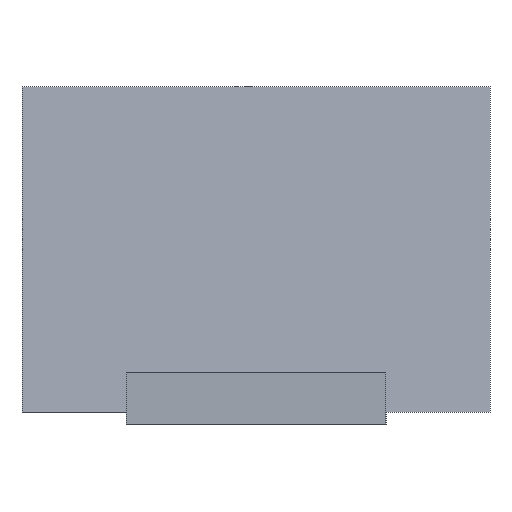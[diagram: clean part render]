
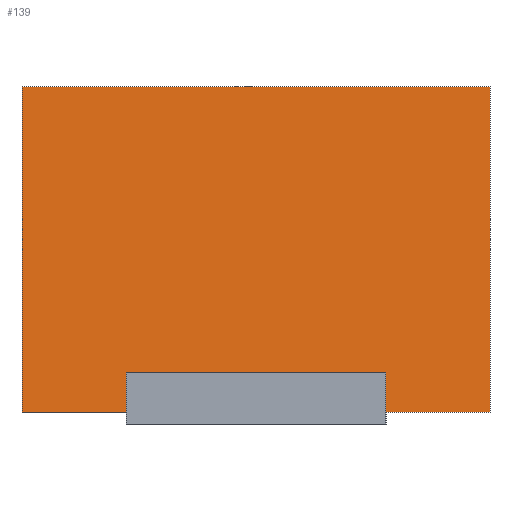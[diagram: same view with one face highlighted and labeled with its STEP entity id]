
A CAD part, left-side view. The second image highlights one B-rep face of the part: STEP entity #139.
In plain terms, the highlighted planar face has unit normal (-0.996, 0, 0.087).
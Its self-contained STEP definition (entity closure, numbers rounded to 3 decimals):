
#139=ADVANCED_FACE('',(#175),#157,.F.);
#157=PLANE('',#416);
#175=FACE_OUTER_BOUND('',#193,.T.);
#193=EDGE_LOOP('',(#259,#260,#261,#262));
#259=ORIENTED_EDGE('',*,*,#321,.F.);
#260=ORIENTED_EDGE('',*,*,#318,.F.);
#261=ORIENTED_EDGE('',*,*,#324,.F.);
#262=ORIENTED_EDGE('',*,*,#326,.T.);
#284=VERTEX_POINT('',#549);
#286=VERTEX_POINT('',#553);
#287=VERTEX_POINT('',#557);
#290=VERTEX_POINT('',#565);
#318=EDGE_CURVE('',#286,#284,#354,.T.);
#321=EDGE_CURVE('',#284,#287,#357,.T.);
#324=EDGE_CURVE('',#290,#286,#360,.T.);
#326=EDGE_CURVE('',#290,#287,#362,.T.);
#354=LINE('',#554,#390);
#357=LINE('',#560,#393);
#360=LINE('',#566,#396);
#362=LINE('',#569,#398);
#390=VECTOR('',#471,1.);
#393=VECTOR('',#476,1.);
#396=VECTOR('',#481,1.);
#398=VECTOR('',#485,1.);
#416=AXIS2_PLACEMENT_3D('',#571,#488,#489);
#471=DIRECTION('',(0.,-1.,0.));
#476=DIRECTION('',(-0.087,0.,-0.996));
#481=DIRECTION('',(0.087,0.,0.996));
#485=DIRECTION('',(0.,-1.,0.));
#488=DIRECTION('',(0.996,0.,-0.087));
#489=DIRECTION('',(0.,1.,0.));
#549=CARTESIAN_POINT('',(-0.891,-0.5,1.55));
#553=CARTESIAN_POINT('',(-0.891,1.3,1.55));
#554=CARTESIAN_POINT('',(-0.891,0.4,1.55));
#557=CARTESIAN_POINT('',(-1.,-0.5,0.3));
#560=CARTESIAN_POINT('',(-0.989,-0.5,0.422));
#565=CARTESIAN_POINT('',(-1.,1.3,0.3));
#566=CARTESIAN_POINT('',(-0.989,1.3,0.422));
#569=CARTESIAN_POINT('',(-1.,0.4,0.3));
#571=CARTESIAN_POINT('',(-1.,0.4,0.3));
